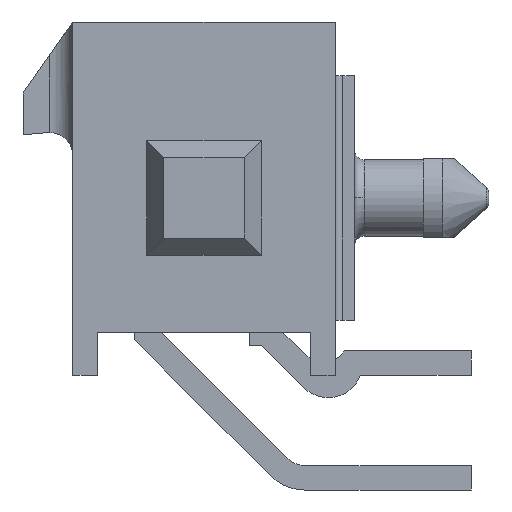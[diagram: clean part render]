
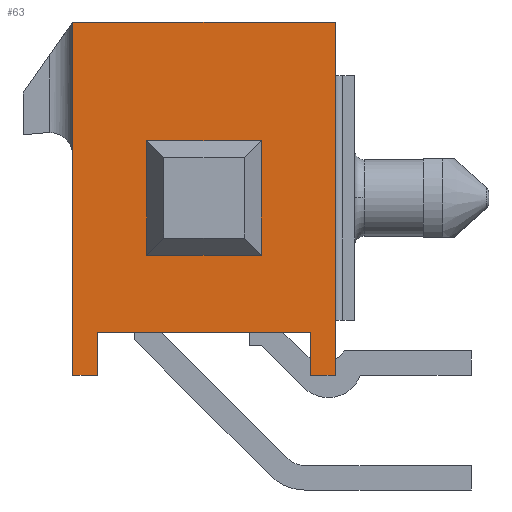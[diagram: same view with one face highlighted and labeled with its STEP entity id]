
A CAD part, left-side view. The second image highlights one B-rep face of the part: STEP entity #63.
In plain terms, the highlighted planar face has unit normal (-1, 0, 0).
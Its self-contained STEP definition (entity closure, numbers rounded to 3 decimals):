
#63=ADVANCED_FACE('',(#278,#279),#280,.T.);
#278=FACE_OUTER_BOUND('',#682,.T.);
#279=FACE_BOUND('',#683,.T.);
#280=PLANE('',#684);
#682=EDGE_LOOP('',(#1270,#1271,#1272,#1273,#1274,#1275,#1276,#1277));
#683=EDGE_LOOP('',(#1278,#1279,#1280,#1281,#1282,#1283,#1284,#1285));
#684=AXIS2_PLACEMENT_3D('',#1286,#1287,#1288);
#1270=ORIENTED_EDGE('',*,*,#2777,.T.);
#1271=ORIENTED_EDGE('',*,*,#2816,.T.);
#1272=ORIENTED_EDGE('',*,*,#2826,.F.);
#1273=ORIENTED_EDGE('',*,*,#2827,.F.);
#1274=ORIENTED_EDGE('',*,*,#2828,.F.);
#1275=ORIENTED_EDGE('',*,*,#2829,.T.);
#1276=ORIENTED_EDGE('',*,*,#2830,.F.);
#1277=ORIENTED_EDGE('',*,*,#2831,.T.);
#1278=ORIENTED_EDGE('',*,*,#2832,.T.);
#1279=ORIENTED_EDGE('',*,*,#2833,.T.);
#1280=ORIENTED_EDGE('',*,*,#2834,.T.);
#1281=ORIENTED_EDGE('',*,*,#2835,.T.);
#1282=ORIENTED_EDGE('',*,*,#2836,.T.);
#1283=ORIENTED_EDGE('',*,*,#2837,.T.);
#1284=ORIENTED_EDGE('',*,*,#2838,.T.);
#1285=ORIENTED_EDGE('',*,*,#2839,.T.);
#1286=CARTESIAN_POINT('',(-3.43,-3.43,0.0));
#1287=DIRECTION('',(-1.0,0.0,0.0));
#1288=DIRECTION('',(0.0,0.0,1.0));
#2777=EDGE_CURVE('',#3337,#3334,#3338,.T.);
#2816=EDGE_CURVE('',#3334,#3409,#3411,.T.);
#2826=EDGE_CURVE('',#3424,#3409,#3425,.T.);
#2827=EDGE_CURVE('',#3426,#3424,#3427,.T.);
#2828=EDGE_CURVE('',#3428,#3426,#3429,.T.);
#2829=EDGE_CURVE('',#3428,#3430,#3431,.T.);
#2830=EDGE_CURVE('',#3432,#3430,#3433,.T.);
#2831=EDGE_CURVE('',#3432,#3337,#3434,.T.);
#2832=EDGE_CURVE('',#3435,#3436,#3437,.T.);
#2833=EDGE_CURVE('',#3436,#3438,#3439,.T.);
#2834=EDGE_CURVE('',#3438,#3440,#3441,.T.);
#2835=EDGE_CURVE('',#3440,#3442,#3443,.T.);
#2836=EDGE_CURVE('',#3442,#3444,#3445,.T.);
#2837=EDGE_CURVE('',#3444,#3446,#3447,.T.);
#2838=EDGE_CURVE('',#3446,#3448,#3449,.T.);
#2839=EDGE_CURVE('',#3448,#3435,#3450,.T.);
#3334=VERTEX_POINT('',#4221);
#3337=VERTEX_POINT('',#4225);
#3338=LINE('',#4226,#4227);
#3409=VERTEX_POINT('',#4359);
#3411=LINE('',#4362,#4363);
#3424=VERTEX_POINT('',#4395);
#3425=LINE('',#4396,#4397);
#3426=VERTEX_POINT('',#4398);
#3427=LINE('',#4399,#4400);
#3428=VERTEX_POINT('',#4401);
#3429=LINE('',#4402,#4403);
#3430=VERTEX_POINT('',#4404);
#3431=LINE('',#4405,#4406);
#3432=VERTEX_POINT('',#4407);
#3433=LINE('',#4408,#4409);
#3434=LINE('',#4410,#4411);
#3435=VERTEX_POINT('',#4412);
#3436=VERTEX_POINT('',#4413);
#3437=CIRCLE('',#4414,0.25);
#3438=VERTEX_POINT('',#4415);
#3439=LINE('',#4416,#4417);
#3440=VERTEX_POINT('',#4418);
#3441=CIRCLE('',#4419,0.25);
#3442=VERTEX_POINT('',#4420);
#3443=LINE('',#4421,#4422);
#3444=VERTEX_POINT('',#4423);
#3445=CIRCLE('',#4424,0.25);
#3446=VERTEX_POINT('',#4425);
#3447=LINE('',#4426,#4427);
#3448=VERTEX_POINT('',#4428);
#3449=CIRCLE('',#4429,0.25);
#3450=LINE('',#4430,#4431);
#4221=CARTESIAN_POINT('',(-3.43,3.43,0.0));
#4225=CARTESIAN_POINT('',(-3.43,-3.43,0.0));
#4226=CARTESIAN_POINT('',(-3.43,-3.43,0.0));
#4227=VECTOR('',#5597,6.86);
#4359=CARTESIAN_POINT('',(-3.43,3.43,-9.24));
#4362=CARTESIAN_POINT('',(-3.43,3.43,0.0));
#4363=VECTOR('',#5633,9.24);
#4395=CARTESIAN_POINT('',(-3.43,2.79,-9.24));
#4396=CARTESIAN_POINT('',(-3.43,2.79,-9.24));
#4397=VECTOR('',#5642,0.64);
#4398=CARTESIAN_POINT('',(-3.43,2.79,-8.11));
#4399=CARTESIAN_POINT('',(-3.43,2.79,-8.11));
#4400=VECTOR('',#5643,1.13);
#4401=CARTESIAN_POINT('',(-3.43,-2.79,-8.11));
#4402=CARTESIAN_POINT('',(-3.43,-2.79,-8.11));
#4403=VECTOR('',#5644,5.58);
#4404=CARTESIAN_POINT('',(-3.43,-2.79,-9.24));
#4405=CARTESIAN_POINT('',(-3.43,-2.79,-8.11));
#4406=VECTOR('',#5645,1.13);
#4407=CARTESIAN_POINT('',(-3.43,-3.43,-9.24));
#4408=CARTESIAN_POINT('',(-3.43,-3.43,-9.24));
#4409=VECTOR('',#5646,0.64);
#4410=CARTESIAN_POINT('',(-3.43,-3.43,-9.24));
#4411=VECTOR('',#5647,9.24);
#4412=CARTESIAN_POINT('',(-3.43,1.0,-3.85));
#4413=CARTESIAN_POINT('',(-3.43,0.75,-3.6));
#4414=AXIS2_PLACEMENT_3D('',#5648,#5649,#5650);
#4415=CARTESIAN_POINT('',(-3.43,-0.75,-3.6));
#4416=CARTESIAN_POINT('',(-3.43,0.75,-3.6));
#4417=VECTOR('',#5651,1.5);
#4418=CARTESIAN_POINT('',(-3.43,-1.0,-3.85));
#4419=AXIS2_PLACEMENT_3D('',#5652,#5653,#5654);
#4420=CARTESIAN_POINT('',(-3.43,-1.0,-5.35));
#4421=CARTESIAN_POINT('',(-3.43,-1.0,-3.85));
#4422=VECTOR('',#5655,1.5);
#4423=CARTESIAN_POINT('',(-3.43,-0.75,-5.6));
#4424=AXIS2_PLACEMENT_3D('',#5656,#5657,#5658);
#4425=CARTESIAN_POINT('',(-3.43,0.75,-5.6));
#4426=CARTESIAN_POINT('',(-3.43,-0.75,-5.6));
#4427=VECTOR('',#5659,1.5);
#4428=CARTESIAN_POINT('',(-3.43,1.0,-5.35));
#4429=AXIS2_PLACEMENT_3D('',#5660,#5661,#5662);
#4430=CARTESIAN_POINT('',(-3.43,1.0,-5.35));
#4431=VECTOR('',#5663,1.5);
#5597=DIRECTION('',(0.0,1.0,0.0));
#5633=DIRECTION('',(0.0,0.0,-1.0));
#5642=DIRECTION('',(0.0,1.0,0.0));
#5643=DIRECTION('',(0.0,0.0,-1.0));
#5644=DIRECTION('',(0.0,1.0,0.0));
#5645=DIRECTION('',(0.0,0.0,-1.0));
#5646=DIRECTION('',(0.0,1.0,0.0));
#5647=DIRECTION('',(0.0,0.0,1.0));
#5648=CARTESIAN_POINT('',(-3.43,0.75,-3.85));
#5649=DIRECTION('',(1.0,0.0,0.0));
#5650=DIRECTION('',(0.0,1.0,0.0));
#5651=DIRECTION('',(0.0,-1.0,0.0));
#5652=CARTESIAN_POINT('',(-3.43,-0.75,-3.85));
#5653=DIRECTION('',(1.0,0.0,-0.0));
#5654=DIRECTION('',(0.0,0.0,1.0));
#5655=DIRECTION('',(0.0,0.0,-1.0));
#5656=CARTESIAN_POINT('',(-3.43,-0.75,-5.35));
#5657=DIRECTION('',(1.0,0.0,0.0));
#5658=DIRECTION('',(0.0,-1.0,0.0));
#5659=DIRECTION('',(0.0,1.0,0.0));
#5660=CARTESIAN_POINT('',(-3.43,0.75,-5.35));
#5661=DIRECTION('',(1.0,0.0,0.0));
#5662=DIRECTION('',(0.0,0.0,-1.0));
#5663=DIRECTION('',(0.0,0.0,1.0));
